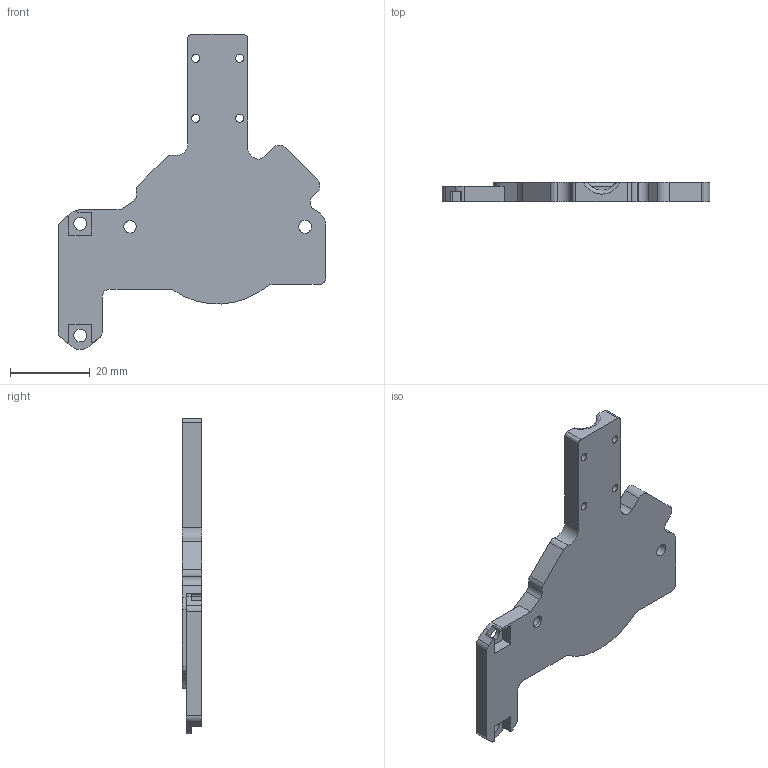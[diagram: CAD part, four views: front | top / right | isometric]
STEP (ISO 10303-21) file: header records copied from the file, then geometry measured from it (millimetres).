
FILE_DESCRIPTION(/* description */ (''),/* implementation_level */ '2;1');
FILE_NAME(/* name */ 'DAB EBB36 mount.step',/* time_stamp */ '2024-01-02T04:36:16+08:00',/* author */ (''),/* organization */ (''),/* preprocessor_version */ 'ST-DEVELOPER v20',/* originating_system */ 'Autodesk Translation Framework v12.14.0.127',/* authorisation */ '');
FILE_SCHEMA (('AUTOMOTIVE_DESIGN { 1 0 10303 214 3 1 1 }'));
Length unit declared in the file: millimetre
Products named in the file (1): EBB36 mount
Bounding box: 67.03 x 4.8 x 78.92 mm (x, y, z)
Volume: 7365.1 mm3; surface area: 7301.5 mm2
Topology: 1 solids, 1 shells, 186 faces, 536 edges, 357 vertices
Faces by surface type: cylinder 95, plane 90, torus 1
Full cylindrical faces by diameter (mm): 2 x4, 3.1 x1, 3.2 x4
Entity records: 6240 total; most frequent: CARTESIAN_POINT 1118, DIRECTION 1092, ORIENTED_EDGE 1072, EDGE_CURVE 536, AXIS2_PLACEMENT_3D 375, VERTEX_POINT 357, LINE 342, VECTOR 342
